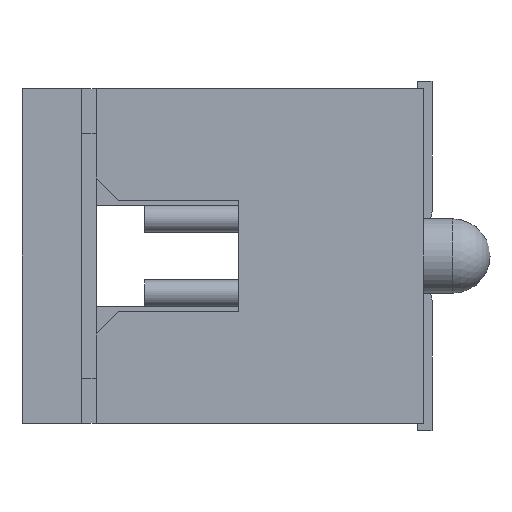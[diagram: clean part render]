
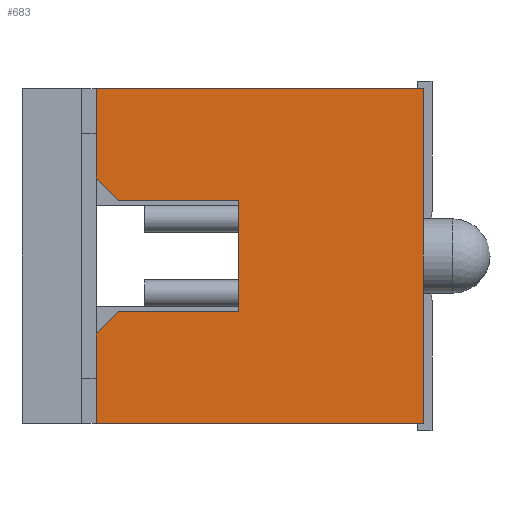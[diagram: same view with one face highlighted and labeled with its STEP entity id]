
A CAD part, left-side view. The second image highlights one B-rep face of the part: STEP entity #683.
In plain terms, the highlighted planar face has unit normal (-1, 0, 0).
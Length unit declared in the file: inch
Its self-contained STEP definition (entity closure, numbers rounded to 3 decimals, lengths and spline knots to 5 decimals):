
#683 = ADVANCED_FACE( '', ( #1468 ), #1469, .F. );
#1468 = FACE_OUTER_BOUND( '', #2392, .T. );
#1469 = PLANE( '', #2393 );
#2392 = EDGE_LOOP( '', ( #4200, #4201, #4202, #4203, #4204, #4205, #4206, #4207, #4208, #4209, #4210 ) );
#2393 = AXIS2_PLACEMENT_3D( '', #4211, #4212, #4213 );
#4200 = ORIENTED_EDGE( '', *, *, #6184, .T. );
#4201 = ORIENTED_EDGE( '', *, *, #6047, .T. );
#4202 = ORIENTED_EDGE( '', *, *, #6083, .F. );
#4203 = ORIENTED_EDGE( '', *, *, #6185, .F. );
#4204 = ORIENTED_EDGE( '', *, *, #6059, .T. );
#4205 = ORIENTED_EDGE( '', *, *, #5671, .F. );
#4206 = ORIENTED_EDGE( '', *, *, #6186, .T. );
#4207 = ORIENTED_EDGE( '', *, *, #6187, .T. );
#4208 = ORIENTED_EDGE( '', *, *, #5606, .T. );
#4209 = ORIENTED_EDGE( '', *, *, #5493, .F. );
#4210 = ORIENTED_EDGE( '', *, *, #5999, .F. );
#4211 = CARTESIAN_POINT( '', ( -0.3125, 0.22, -0.1125 ) );
#4212 = DIRECTION( '', ( 1., 0., 0. ) );
#4213 = DIRECTION( '', ( 0., 0., -1. ) );
#5493 = EDGE_CURVE( '', #6546, #6548, #6549, .T. );
#5606 = EDGE_CURVE( '', #6743, #6548, #6746, .T. );
#5671 = EDGE_CURVE( '', #6857, #6859, #6860, .T. );
#5999 = EDGE_CURVE( '', #7385, #6546, #7387, .T. );
#6047 = EDGE_CURVE( '', #7457, #7458, #7459, .T. );
#6059 = EDGE_CURVE( '', #7476, #6859, #7477, .T. );
#6083 = EDGE_CURVE( '', #7515, #7458, #7517, .T. );
#6184 = EDGE_CURVE( '', #7385, #7457, #7655, .T. );
#6185 = EDGE_CURVE( '', #7476, #7515, #7656, .T. );
#6186 = EDGE_CURVE( '', #6857, #7657, #7658, .T. );
#6187 = EDGE_CURVE( '', #7657, #6743, #7659, .T. );
#6546 = VERTEX_POINT( '', #8098 );
#6548 = VERTEX_POINT( '', #8101 );
#6549 = LINE( '', #8102, #8103 );
#6743 = VERTEX_POINT( '', #8367 );
#6746 = LINE( '', #8371, #8372 );
#6857 = VERTEX_POINT( '', #8526 );
#6859 = VERTEX_POINT( '', #8529 );
#6860 = LINE( '', #8530, #8531 );
#7385 = VERTEX_POINT( '', #9284 );
#7387 = LINE( '', #9287, #9288 );
#7457 = VERTEX_POINT( '', #9386 );
#7458 = VERTEX_POINT( '', #9387 );
#7459 = LINE( '', #9388, #9389 );
#7476 = VERTEX_POINT( '', #9414 );
#7477 = LINE( '', #9415, #9416 );
#7515 = VERTEX_POINT( '', #9469 );
#7517 = LINE( '', #9472, #9473 );
#7655 = LINE( '', #9664, #9665 );
#7656 = LINE( '', #9666, #9667 );
#7657 = VERTEX_POINT( '', #9668 );
#7658 = LINE( '', #9669, #9670 );
#7659 = LINE( '', #9671, #9672 );
#8098 = CARTESIAN_POINT( '', ( -0.3125, 0.22, 0.1125 ) );
#8101 = CARTESIAN_POINT( '', ( -0.3125, 0., 0.1125 ) );
#8102 = CARTESIAN_POINT( '', ( -0.3125, 0.22, 0.1125 ) );
#8103 = VECTOR( '', #10235, 39.37008 );
#8367 = CARTESIAN_POINT( '', ( -0.3125, 0., 0. ) );
#8371 = CARTESIAN_POINT( '', ( -0.3125, 0., -0.1125 ) );
#8372 = VECTOR( '', #10358, 39.37008 );
#8526 = CARTESIAN_POINT( '', ( -0.3125, 0.22, -0.1125 ) );
#8529 = CARTESIAN_POINT( '', ( -0.3125, 0.22, -0.0525 ) );
#8530 = CARTESIAN_POINT( '', ( -0.3125, 0.22, -0.1125 ) );
#8531 = VECTOR( '', #10424, 39.37008 );
#9284 = CARTESIAN_POINT( '', ( -0.3125, 0.22, 0.0525 ) );
#9287 = CARTESIAN_POINT( '', ( -0.3125, 0.22, -0.1125 ) );
#9288 = VECTOR( '', #10756, 39.37008 );
#9386 = CARTESIAN_POINT( '', ( -0.3125, 0.205, 0.0375 ) );
#9387 = CARTESIAN_POINT( '', ( -0.3125, 0.124, 0.0375 ) );
#9388 = CARTESIAN_POINT( '', ( -0.3125, 0.316, 0.0375 ) );
#9389 = VECTOR( '', #10806, 39.37008 );
#9414 = CARTESIAN_POINT( '', ( -0.3125, 0.205, -0.0375 ) );
#9415 = CARTESIAN_POINT( '', ( -0.3125, 0.205, -0.0375 ) );
#9416 = VECTOR( '', #10815, 39.37008 );
#9469 = CARTESIAN_POINT( '', ( -0.3125, 0.124, -0.0375 ) );
#9472 = CARTESIAN_POINT( '', ( -0.3125, 0.124, -0.0375 ) );
#9473 = VECTOR( '', #10838, 39.37008 );
#9664 = CARTESIAN_POINT( '', ( -0.3125, 0.22, 0.0525 ) );
#9665 = VECTOR( '', #10937, 39.37008 );
#9666 = CARTESIAN_POINT( '', ( -0.3125, 0.316, -0.0375 ) );
#9667 = VECTOR( '', #10938, 39.37008 );
#9668 = CARTESIAN_POINT( '', ( -0.3125, 0., -0.1125 ) );
#9669 = CARTESIAN_POINT( '', ( -0.3125, 0.22, -0.1125 ) );
#9670 = VECTOR( '', #10939, 39.37008 );
#9671 = CARTESIAN_POINT( '', ( -0.3125, 0., -0.1125 ) );
#9672 = VECTOR( '', #10940, 39.37008 );
#10235 = DIRECTION( '', ( 0., -1., 0. ) );
#10358 = DIRECTION( '', ( 0., 0., 1. ) );
#10424 = DIRECTION( '', ( 0., 0., 1. ) );
#10756 = DIRECTION( '', ( 0., 0., 1. ) );
#10806 = DIRECTION( '', ( 0., -1., 0. ) );
#10815 = DIRECTION( '', ( 0., 0.707, -0.707 ) );
#10838 = DIRECTION( '', ( 0., 0., 1. ) );
#10937 = DIRECTION( '', ( 0., -0.707, -0.707 ) );
#10938 = DIRECTION( '', ( 0., -1., 0. ) );
#10939 = DIRECTION( '', ( 0., -1., 0. ) );
#10940 = DIRECTION( '', ( 0., 0., 1. ) );
